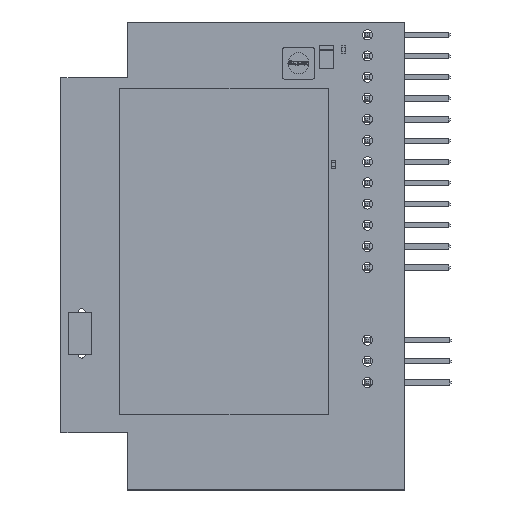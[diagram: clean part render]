
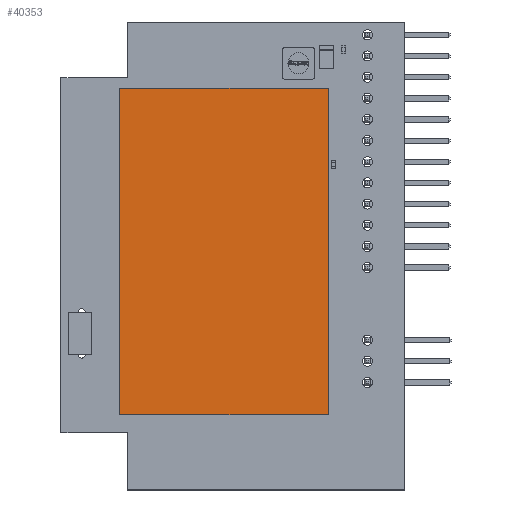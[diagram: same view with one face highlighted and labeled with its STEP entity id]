
A CAD part, top view. The second image highlights one B-rep face of the part: STEP entity #40353.
In plain terms, the highlighted planar face has unit normal (0, 0, 1).
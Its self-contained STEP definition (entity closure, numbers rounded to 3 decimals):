
#40039 = VERTEX_POINT('',#40040);
#40040 = CARTESIAN_POINT('',(12.525,-19.6,5.5));
#40047 = PLANE('',#40048);
#40048 = AXIS2_PLACEMENT_3D('',#40049,#40050,#40051);
#40049 = CARTESIAN_POINT('',(12.525,-19.6,0.));
#40050 = DIRECTION('',(-1.,0.,0.));
#40051 = DIRECTION('',(0.,1.,0.));
#40059 = PLANE('',#40060);
#40060 = AXIS2_PLACEMENT_3D('',#40061,#40062,#40063);
#40061 = CARTESIAN_POINT('',(-12.525,-19.6,0.));
#40062 = DIRECTION('',(0.,1.,0.));
#40063 = DIRECTION('',(1.,0.,0.));
#40071 = EDGE_CURVE('',#40039,#40072,#40074,.T.);
#40072 = VERTEX_POINT('',#40073);
#40073 = CARTESIAN_POINT('',(12.525,19.6,5.5));
#40074 = SURFACE_CURVE('',#40075,(#40079,#40086),.PCURVE_S1.);
#40075 = LINE('',#40076,#40077);
#40076 = CARTESIAN_POINT('',(12.525,-19.6,5.5));
#40077 = VECTOR('',#40078,1.);
#40078 = DIRECTION('',(0.,1.,0.));
#40079 = PCURVE('',#40047,#40080);
#40080 = DEFINITIONAL_REPRESENTATION('',(#40081),#40085);
#40081 = LINE('',#40082,#40083);
#40082 = CARTESIAN_POINT('',(0.,-5.5));
#40083 = VECTOR('',#40084,1.);
#40084 = DIRECTION('',(1.,0.));
#40085 = ( GEOMETRIC_REPRESENTATION_CONTEXT(2) 
PARAMETRIC_REPRESENTATION_CONTEXT() REPRESENTATION_CONTEXT('2D SPACE',''
  ) );
#40086 = PCURVE('',#40087,#40092);
#40087 = PLANE('',#40088);
#40088 = AXIS2_PLACEMENT_3D('',#40089,#40090,#40091);
#40089 = CARTESIAN_POINT('',(12.525,-19.6,5.5));
#40090 = DIRECTION('',(0.,0.,-1.));
#40091 = DIRECTION('',(-1.,0.,0.));
#40092 = DEFINITIONAL_REPRESENTATION('',(#40093),#40097);
#40093 = LINE('',#40094,#40095);
#40094 = CARTESIAN_POINT('',(0.,0.));
#40095 = VECTOR('',#40096,1.);
#40096 = DIRECTION('',(0.,1.));
#40097 = ( GEOMETRIC_REPRESENTATION_CONTEXT(2) 
PARAMETRIC_REPRESENTATION_CONTEXT() REPRESENTATION_CONTEXT('2D SPACE',''
  ) );
#40115 = PLANE('',#40116);
#40116 = AXIS2_PLACEMENT_3D('',#40117,#40118,#40119);
#40117 = CARTESIAN_POINT('',(12.525,19.6,0.));
#40118 = DIRECTION('',(0.,-1.,0.));
#40119 = DIRECTION('',(-1.,0.,0.));
#40157 = EDGE_CURVE('',#40072,#40158,#40160,.T.);
#40158 = VERTEX_POINT('',#40159);
#40159 = CARTESIAN_POINT('',(-12.525,19.6,5.5));
#40160 = SURFACE_CURVE('',#40161,(#40165,#40172),.PCURVE_S1.);
#40161 = LINE('',#40162,#40163);
#40162 = CARTESIAN_POINT('',(12.525,19.6,5.5));
#40163 = VECTOR('',#40164,1.);
#40164 = DIRECTION('',(-1.,0.,0.));
#40165 = PCURVE('',#40115,#40166);
#40166 = DEFINITIONAL_REPRESENTATION('',(#40167),#40171);
#40167 = LINE('',#40168,#40169);
#40168 = CARTESIAN_POINT('',(0.,-5.5));
#40169 = VECTOR('',#40170,1.);
#40170 = DIRECTION('',(1.,0.));
#40171 = ( GEOMETRIC_REPRESENTATION_CONTEXT(2) 
PARAMETRIC_REPRESENTATION_CONTEXT() REPRESENTATION_CONTEXT('2D SPACE',''
  ) );
#40172 = PCURVE('',#40087,#40173);
#40173 = DEFINITIONAL_REPRESENTATION('',(#40174),#40178);
#40174 = LINE('',#40175,#40176);
#40175 = CARTESIAN_POINT('',(0.,39.2));
#40176 = VECTOR('',#40177,1.);
#40177 = DIRECTION('',(1.,0.));
#40178 = ( GEOMETRIC_REPRESENTATION_CONTEXT(2) 
PARAMETRIC_REPRESENTATION_CONTEXT() REPRESENTATION_CONTEXT('2D SPACE',''
  ) );
#40196 = PLANE('',#40197);
#40197 = AXIS2_PLACEMENT_3D('',#40198,#40199,#40200);
#40198 = CARTESIAN_POINT('',(-12.525,19.6,0.));
#40199 = DIRECTION('',(1.,0.,0.));
#40200 = DIRECTION('',(0.,-1.,0.));
#40233 = EDGE_CURVE('',#40158,#40234,#40236,.T.);
#40234 = VERTEX_POINT('',#40235);
#40235 = CARTESIAN_POINT('',(-12.525,-19.6,5.5));
#40236 = SURFACE_CURVE('',#40237,(#40241,#40248),.PCURVE_S1.);
#40237 = LINE('',#40238,#40239);
#40238 = CARTESIAN_POINT('',(-12.525,19.6,5.5));
#40239 = VECTOR('',#40240,1.);
#40240 = DIRECTION('',(0.,-1.,0.));
#40241 = PCURVE('',#40196,#40242);
#40242 = DEFINITIONAL_REPRESENTATION('',(#40243),#40247);
#40243 = LINE('',#40244,#40245);
#40244 = CARTESIAN_POINT('',(0.,-5.5));
#40245 = VECTOR('',#40246,1.);
#40246 = DIRECTION('',(1.,0.));
#40247 = ( GEOMETRIC_REPRESENTATION_CONTEXT(2) 
PARAMETRIC_REPRESENTATION_CONTEXT() REPRESENTATION_CONTEXT('2D SPACE',''
  ) );
#40248 = PCURVE('',#40087,#40249);
#40249 = DEFINITIONAL_REPRESENTATION('',(#40250),#40254);
#40250 = LINE('',#40251,#40252);
#40251 = CARTESIAN_POINT('',(25.05,39.2));
#40252 = VECTOR('',#40253,1.);
#40253 = DIRECTION('',(0.,-1.));
#40254 = ( GEOMETRIC_REPRESENTATION_CONTEXT(2) 
PARAMETRIC_REPRESENTATION_CONTEXT() REPRESENTATION_CONTEXT('2D SPACE',''
  ) );
#40304 = EDGE_CURVE('',#40234,#40039,#40305,.T.);
#40305 = SURFACE_CURVE('',#40306,(#40310,#40317),.PCURVE_S1.);
#40306 = LINE('',#40307,#40308);
#40307 = CARTESIAN_POINT('',(-12.525,-19.6,5.5));
#40308 = VECTOR('',#40309,1.);
#40309 = DIRECTION('',(1.,0.,0.));
#40310 = PCURVE('',#40059,#40311);
#40311 = DEFINITIONAL_REPRESENTATION('',(#40312),#40316);
#40312 = LINE('',#40313,#40314);
#40313 = CARTESIAN_POINT('',(0.,-5.5));
#40314 = VECTOR('',#40315,1.);
#40315 = DIRECTION('',(1.,0.));
#40316 = ( GEOMETRIC_REPRESENTATION_CONTEXT(2) 
PARAMETRIC_REPRESENTATION_CONTEXT() REPRESENTATION_CONTEXT('2D SPACE',''
  ) );
#40317 = PCURVE('',#40087,#40318);
#40318 = DEFINITIONAL_REPRESENTATION('',(#40319),#40323);
#40319 = LINE('',#40320,#40321);
#40320 = CARTESIAN_POINT('',(25.05,0.));
#40321 = VECTOR('',#40322,1.);
#40322 = DIRECTION('',(-1.,0.));
#40323 = ( GEOMETRIC_REPRESENTATION_CONTEXT(2) 
PARAMETRIC_REPRESENTATION_CONTEXT() REPRESENTATION_CONTEXT('2D SPACE',''
  ) );
#40353 = ADVANCED_FACE('',(#40354),#40087,.F.);
#40354 = FACE_BOUND('',#40355,.T.);
#40355 = EDGE_LOOP('',(#40356,#40357,#40358,#40359));
#40356 = ORIENTED_EDGE('',*,*,#40071,.T.);
#40357 = ORIENTED_EDGE('',*,*,#40157,.T.);
#40358 = ORIENTED_EDGE('',*,*,#40233,.T.);
#40359 = ORIENTED_EDGE('',*,*,#40304,.T.);
